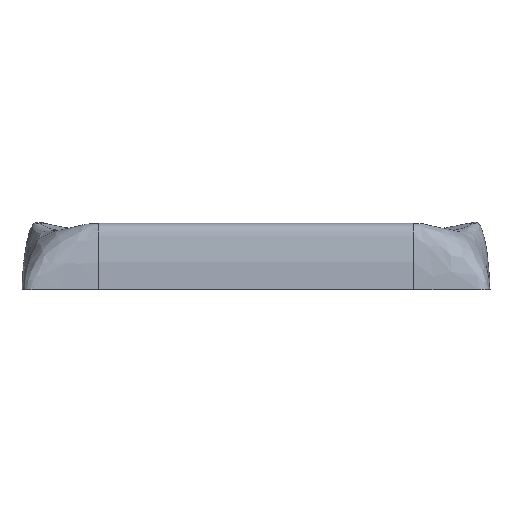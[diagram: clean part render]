
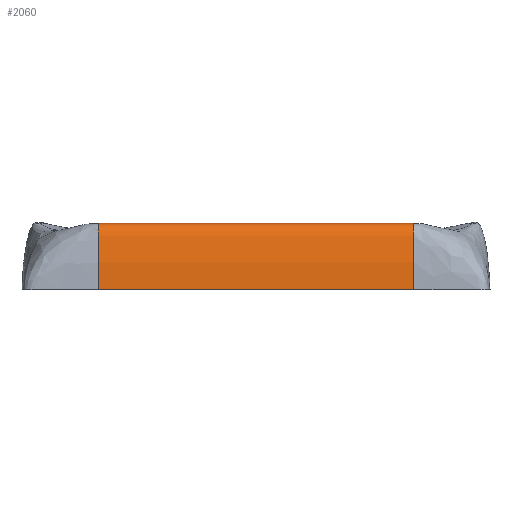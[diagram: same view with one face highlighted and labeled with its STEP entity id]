
A CAD part, front view. The second image highlights one B-rep face of the part: STEP entity #2060.
In plain terms, the highlighted free-form (B-spline) face has degree [3, 1] with [16, 2] control points.
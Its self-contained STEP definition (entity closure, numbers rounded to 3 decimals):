
#21=B_SPLINE_CURVE_WITH_KNOTS('',3,(#4084,#4085,#4086,#4087,#4088,#4089,
#4090,#4091,#4092,#4093,#4094,#4095,#4096,#4097,#4098,#4099),
 .UNSPECIFIED.,.F.,.F.,(4,2,2,2,2,2,2,4),(-1.228,-1.116,
-0.982,-0.877,-0.77,-0.599,
-0.311,0.),.UNSPECIFIED.);
#37=B_SPLINE_CURVE_WITH_KNOTS('',3,(#7234,#7235,#7236,#7237,#7238,#7239,
#7240,#7241,#7242,#7243,#7244,#7245,#7246,#7247,#7248,#7249),
 .UNSPECIFIED.,.F.,.F.,(4,2,2,2,2,2,2,4),(-1.228,-1.116,
-0.982,-0.877,-0.77,-0.599,
-0.311,0.),.UNSPECIFIED.);
#46=B_SPLINE_SURFACE_WITH_KNOTS('',3,1,((#7327,#7328),(#7329,#7330),(#7331,
#7332),(#7333,#7334),(#7335,#7336),(#7337,#7338),(#7339,#7340),(#7341,#7342),
(#7343,#7344),(#7345,#7346),(#7347,#7348),(#7349,#7350),(#7351,#7352),(#7353,
#7354),(#7355,#7356),(#7357,#7358)),.UNSPECIFIED.,.F.,.F.,.F.,(4,2,2,2,
2,2,2,4),(2,2),(-1.228,-1.116,-0.982,-0.877,
-0.77,-0.599,-0.311,0.),(0.,3.8),
 .UNSPECIFIED.);
#269=FACE_OUTER_BOUND('',#402,.T.);
#402=EDGE_LOOP('',(#1876,#1877,#1878,#1879));
#645=LINE('',#7326,#831);
#646=LINE('',#7359,#832);
#831=VECTOR('',#2859,10.);
#832=VECTOR('',#2860,10.);
#986=VERTEX_POINT('',#4082);
#987=VERTEX_POINT('',#4083);
#999=VERTEX_POINT('',#6805);
#1006=VERTEX_POINT('',#7233);
#1264=EDGE_CURVE('',#986,#987,#21,.T.);
#1287=EDGE_CURVE('',#999,#1006,#37,.T.);
#1298=EDGE_CURVE('',#1006,#987,#645,.T.);
#1299=EDGE_CURVE('',#999,#986,#646,.T.);
#1876=ORIENTED_EDGE('',*,*,#1287,.T.);
#1877=ORIENTED_EDGE('',*,*,#1298,.T.);
#1878=ORIENTED_EDGE('',*,*,#1264,.F.);
#1879=ORIENTED_EDGE('',*,*,#1299,.F.);
#2060=ADVANCED_FACE('',(#269),#46,.T.);
#2859=DIRECTION('',(1.,0.,0.));
#2860=DIRECTION('',(1.,0.,0.));
#4082=CARTESIAN_POINT('',(19.,-6.497,7.984));
#4083=CARTESIAN_POINT('',(19.,-9.198,0.));
#4084=CARTESIAN_POINT('Ctrl Pts',(19.,-6.497,7.984));
#4085=CARTESIAN_POINT('Ctrl Pts',(19.,-6.647,7.993));
#4086=CARTESIAN_POINT('Ctrl Pts',(19.,-6.796,7.994));
#4087=CARTESIAN_POINT('Ctrl Pts',(19.,-7.122,7.965));
#4088=CARTESIAN_POINT('Ctrl Pts',(19.,-7.299,7.93));
#4089=CARTESIAN_POINT('Ctrl Pts',(19.,-7.594,7.81));
#4090=CARTESIAN_POINT('Ctrl Pts',(19.,-7.714,7.738));
#4091=CARTESIAN_POINT('Ctrl Pts',(19.,-7.923,7.549));
#4092=CARTESIAN_POINT('Ctrl Pts',(19.,-8.039,7.408));
#4093=CARTESIAN_POINT('Ctrl Pts',(19.,-8.339,6.814));
#4094=CARTESIAN_POINT('Ctrl Pts',(19.,-8.467,6.333));
#4095=CARTESIAN_POINT('Ctrl Pts',(19.,-8.792,4.912));
#4096=CARTESIAN_POINT('Ctrl Pts',(19.,-8.953,3.976));
#4097=CARTESIAN_POINT('Ctrl Pts',(19.,-9.147,2.072));
#4098=CARTESIAN_POINT('Ctrl Pts',(19.,-9.176,1.038));
#4099=CARTESIAN_POINT('Ctrl Pts',(19.,-9.198,0.));
#6805=CARTESIAN_POINT('',(-19.,-6.497,7.984));
#7233=CARTESIAN_POINT('',(-19.,-9.198,0.));
#7234=CARTESIAN_POINT('Ctrl Pts',(-19.,-6.497,7.984));
#7235=CARTESIAN_POINT('Ctrl Pts',(-19.,-6.647,7.993));
#7236=CARTESIAN_POINT('Ctrl Pts',(-19.,-6.796,7.994));
#7237=CARTESIAN_POINT('Ctrl Pts',(-19.,-7.122,7.965));
#7238=CARTESIAN_POINT('Ctrl Pts',(-19.,-7.299,7.93));
#7239=CARTESIAN_POINT('Ctrl Pts',(-19.,-7.594,7.81));
#7240=CARTESIAN_POINT('Ctrl Pts',(-19.,-7.714,7.738));
#7241=CARTESIAN_POINT('Ctrl Pts',(-19.,-7.923,7.549));
#7242=CARTESIAN_POINT('Ctrl Pts',(-19.,-8.039,7.408));
#7243=CARTESIAN_POINT('Ctrl Pts',(-19.,-8.339,6.814));
#7244=CARTESIAN_POINT('Ctrl Pts',(-19.,-8.467,6.333));
#7245=CARTESIAN_POINT('Ctrl Pts',(-19.,-8.792,4.912));
#7246=CARTESIAN_POINT('Ctrl Pts',(-19.,-8.953,3.976));
#7247=CARTESIAN_POINT('Ctrl Pts',(-19.,-9.147,2.072));
#7248=CARTESIAN_POINT('Ctrl Pts',(-19.,-9.176,1.038));
#7249=CARTESIAN_POINT('Ctrl Pts',(-19.,-9.198,0.));
#7326=CARTESIAN_POINT('',(-19.,-9.198,0.));
#7327=CARTESIAN_POINT('Ctrl Pts',(-19.,-6.497,7.984));
#7328=CARTESIAN_POINT('Ctrl Pts',(19.,-6.497,7.984));
#7329=CARTESIAN_POINT('Ctrl Pts',(-19.,-6.647,7.993));
#7330=CARTESIAN_POINT('Ctrl Pts',(19.,-6.647,7.993));
#7331=CARTESIAN_POINT('Ctrl Pts',(-19.,-6.796,7.994));
#7332=CARTESIAN_POINT('Ctrl Pts',(19.,-6.796,7.994));
#7333=CARTESIAN_POINT('Ctrl Pts',(-19.,-7.122,7.965));
#7334=CARTESIAN_POINT('Ctrl Pts',(19.,-7.122,7.965));
#7335=CARTESIAN_POINT('Ctrl Pts',(-19.,-7.299,7.93));
#7336=CARTESIAN_POINT('Ctrl Pts',(19.,-7.299,7.93));
#7337=CARTESIAN_POINT('Ctrl Pts',(-19.,-7.594,7.81));
#7338=CARTESIAN_POINT('Ctrl Pts',(19.,-7.594,7.81));
#7339=CARTESIAN_POINT('Ctrl Pts',(-19.,-7.714,7.738));
#7340=CARTESIAN_POINT('Ctrl Pts',(19.,-7.714,7.738));
#7341=CARTESIAN_POINT('Ctrl Pts',(-19.,-7.923,7.549));
#7342=CARTESIAN_POINT('Ctrl Pts',(19.,-7.923,7.549));
#7343=CARTESIAN_POINT('Ctrl Pts',(-19.,-8.039,7.408));
#7344=CARTESIAN_POINT('Ctrl Pts',(19.,-8.039,7.408));
#7345=CARTESIAN_POINT('Ctrl Pts',(-19.,-8.339,6.814));
#7346=CARTESIAN_POINT('Ctrl Pts',(19.,-8.339,6.814));
#7347=CARTESIAN_POINT('Ctrl Pts',(-19.,-8.467,6.333));
#7348=CARTESIAN_POINT('Ctrl Pts',(19.,-8.467,6.333));
#7349=CARTESIAN_POINT('Ctrl Pts',(-19.,-8.792,4.912));
#7350=CARTESIAN_POINT('Ctrl Pts',(19.,-8.792,4.912));
#7351=CARTESIAN_POINT('Ctrl Pts',(-19.,-8.953,3.976));
#7352=CARTESIAN_POINT('Ctrl Pts',(19.,-8.953,3.976));
#7353=CARTESIAN_POINT('Ctrl Pts',(-19.,-9.147,2.072));
#7354=CARTESIAN_POINT('Ctrl Pts',(19.,-9.147,2.072));
#7355=CARTESIAN_POINT('Ctrl Pts',(-19.,-9.176,1.038));
#7356=CARTESIAN_POINT('Ctrl Pts',(19.,-9.176,1.038));
#7357=CARTESIAN_POINT('Ctrl Pts',(-19.,-9.198,0.));
#7358=CARTESIAN_POINT('Ctrl Pts',(19.,-9.198,0.));
#7359=CARTESIAN_POINT('',(-19.,-6.497,7.984));
